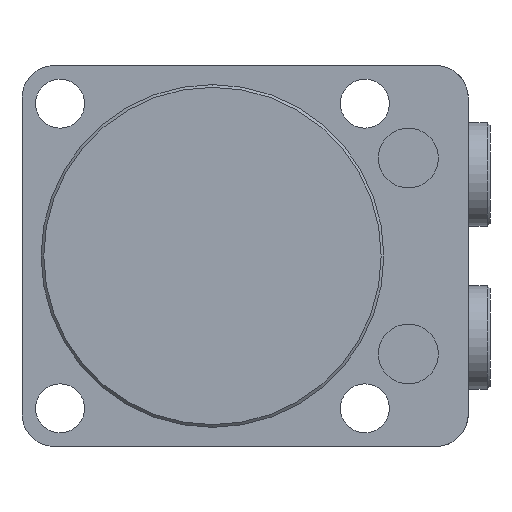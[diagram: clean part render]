
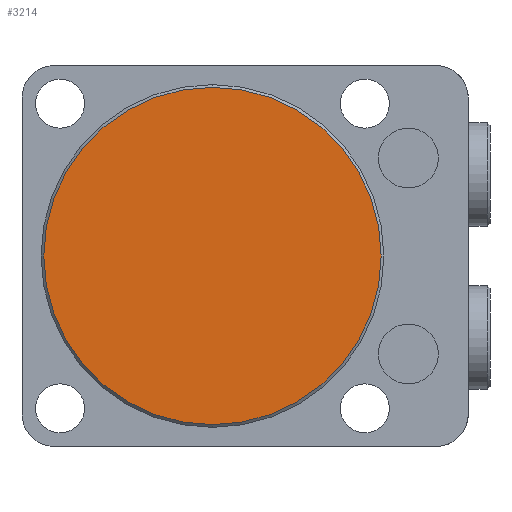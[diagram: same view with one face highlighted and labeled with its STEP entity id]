
A CAD part, front view. The second image highlights one B-rep face of the part: STEP entity #3214.
In plain terms, the highlighted planar face has unit normal (0, -1, 0).
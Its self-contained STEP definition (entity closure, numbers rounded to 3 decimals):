
#546 = AXIS2_PLACEMENT_3D ( 'NONE', #2904, #2903, #2901 ) ;
#750 = ORIENTED_EDGE ( 'NONE', *, *, #3955, .T. ) ;
#757 = ORIENTED_EDGE ( 'NONE', *, *, #3439, .T. ) ;
#1125 = CARTESIAN_POINT ( 'NONE',  ( 0., 0., 0. ) ) ;
#1127 = PLANE ( 'NONE',  #1511 ) ;
#1211 = DIRECTION ( 'NONE',  ( 0., 0., 1. ) ) ;
#1212 = DIRECTION ( 'NONE',  ( 0., 1., 0. ) ) ;
#1247 = CARTESIAN_POINT ( 'NONE',  ( 0., 0., 31. ) ) ;
#1424 = CARTESIAN_POINT ( 'NONE',  ( 0., 0., -31. ) ) ;
#1455 = AXIS2_PLACEMENT_3D ( 'NONE', #3816, #3815, #3814 ) ;
#1511 = AXIS2_PLACEMENT_3D ( 'NONE', #1125, #1212, #1211 ) ;
#1732 = CIRCLE ( 'NONE', #546, 31. ) ;
#1976 = CIRCLE ( 'NONE', #1455, 31. ) ;
#2141 = FACE_OUTER_BOUND ( 'NONE', #3714, .T. ) ;
#2901 = DIRECTION ( 'NONE',  ( 0., 0., 1. ) ) ;
#2903 = DIRECTION ( 'NONE',  ( 0., -1., 0. ) ) ;
#2904 = CARTESIAN_POINT ( 'NONE',  ( 0., 0., 0. ) ) ;
#3214 = ADVANCED_FACE ( 'NONE', ( #2141 ), #1127, .F. ) ;
#3300 = VERTEX_POINT ( 'NONE', #1247 ) ;
#3338 = VERTEX_POINT ( 'NONE', #1424 ) ;
#3439 = EDGE_CURVE ( 'NONE', #3338, #3300, #1976, .T. ) ;
#3714 = EDGE_LOOP ( 'NONE', ( #750, #757 ) ) ;
#3814 = DIRECTION ( 'NONE',  ( 0., 0., 1. ) ) ;
#3815 = DIRECTION ( 'NONE',  ( 0., -1., 0. ) ) ;
#3816 = CARTESIAN_POINT ( 'NONE',  ( 0., 0., 0. ) ) ;
#3955 = EDGE_CURVE ( 'NONE', #3300, #3338, #1732, .T. ) ;
